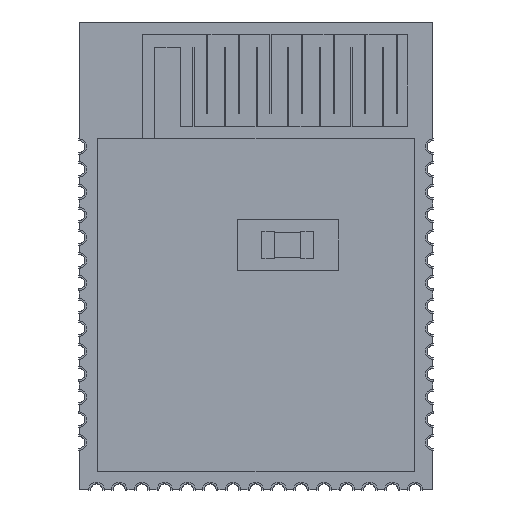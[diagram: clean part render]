
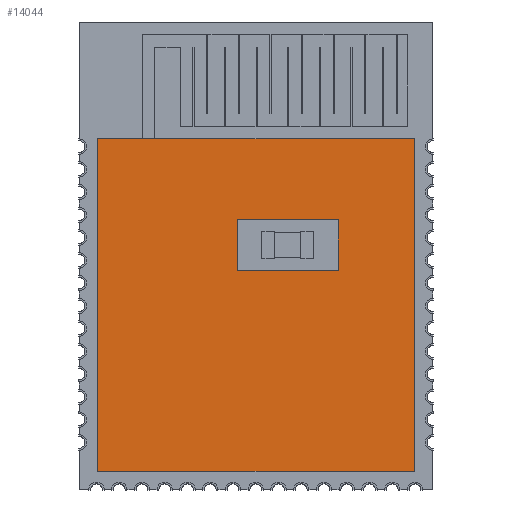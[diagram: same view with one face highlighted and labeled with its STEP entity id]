
A CAD part, top view. The second image highlights one B-rep face of the part: STEP entity #14044.
In plain terms, the highlighted planar face has unit normal (0, 0, 1).
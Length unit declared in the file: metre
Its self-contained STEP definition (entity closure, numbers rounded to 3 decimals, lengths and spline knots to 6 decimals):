
#474=ORIENTED_EDGE('',*,*,#4530,.F.);
#475=ORIENTED_EDGE('',*,*,#4531,.T.);
#476=ORIENTED_EDGE('',*,*,#4532,.T.);
#477=ORIENTED_EDGE('',*,*,#4533,.F.);
#478=ORIENTED_EDGE('',*,*,#4534,.F.);
#479=ORIENTED_EDGE('',*,*,#4535,.T.);
#480=ORIENTED_EDGE('',*,*,#4536,.T.);
#481=ORIENTED_EDGE('',*,*,#4537,.F.);
#4530=EDGE_CURVE('',#6564,#6565,#7898,.T.);
#4531=EDGE_CURVE('',#6564,#6566,#7899,.T.);
#4532=EDGE_CURVE('',#6566,#6567,#7900,.T.);
#4533=EDGE_CURVE('',#6565,#6567,#7901,.T.);
#4534=EDGE_CURVE('',#6568,#6569,#7902,.T.);
#4535=EDGE_CURVE('',#6568,#6570,#7903,.T.);
#4536=EDGE_CURVE('',#6570,#6571,#7904,.T.);
#4537=EDGE_CURVE('',#6569,#6571,#7905,.T.);
#6564=VERTEX_POINT('',#22672);
#6565=VERTEX_POINT('',#22673);
#6566=VERTEX_POINT('',#22675);
#6567=VERTEX_POINT('',#22677);
#6568=VERTEX_POINT('',#22680);
#6569=VERTEX_POINT('',#22681);
#6570=VERTEX_POINT('',#22683);
#6571=VERTEX_POINT('',#22685);
#7898=LINE('',#22671,#9692);
#7899=LINE('',#22674,#9693);
#7900=LINE('',#22676,#9694);
#7901=LINE('',#22678,#9695);
#7902=LINE('',#22679,#9696);
#7903=LINE('',#22682,#9697);
#7904=LINE('',#22684,#9698);
#7905=LINE('',#22686,#9699);
#9692=VECTOR('',#18898,1.);
#9693=VECTOR('',#18899,1.);
#9694=VECTOR('',#18900,1.);
#9695=VECTOR('',#18901,1.);
#9696=VECTOR('',#18902,1.);
#9697=VECTOR('',#18903,1.);
#9698=VECTOR('',#18904,1.);
#9699=VECTOR('',#18905,1.);
#11464=EDGE_LOOP('',(#474,#475,#476,#477));
#11465=EDGE_LOOP('',(#478,#479,#480,#481));
#12198=FACE_BOUND('',#11464,.T.);
#12199=FACE_BOUND('',#11465,.T.);
#12932=PLANE('',#17858);
#14044=ADVANCED_FACE('',(#12198,#12199),#12932,.T.);
#17858=AXIS2_PLACEMENT_3D('',#22670,#18896,#18897);
#18896=DIRECTION('',(0.,0.,1.));
#18897=DIRECTION('',(1.,0.,0.));
#18898=DIRECTION('',(1.,0.,0.));
#18899=DIRECTION('',(0.,-1.,0.));
#18900=DIRECTION('',(1.,0.,0.));
#18901=DIRECTION('',(0.,-1.,0.));
#18902=DIRECTION('',(0.,-1.,0.));
#18903=DIRECTION('',(1.,0.,0.));
#18904=DIRECTION('',(0.,-1.,0.));
#18905=DIRECTION('',(1.,0.,0.));
#22670=CARTESIAN_POINT('',(0.,0.,0.002));
#22671=CARTESIAN_POINT('',(0.,0.004625,0.002));
#22672=CARTESIAN_POINT('',(-0.00625,0.004625,0.002));
#22673=CARTESIAN_POINT('',(0.00625,0.004625,0.002));
#22674=CARTESIAN_POINT('',(-0.00625,-0.00195,0.002));
#22675=CARTESIAN_POINT('',(-0.00625,-0.008525,0.002));
#22676=CARTESIAN_POINT('',(0.,-0.008525,0.002));
#22677=CARTESIAN_POINT('',(0.00625,-0.008525,0.002));
#22678=CARTESIAN_POINT('',(0.00625,-0.00195,0.002));
#22679=CARTESIAN_POINT('',(-0.00075,0.000425,0.002));
#22680=CARTESIAN_POINT('',(-0.00075,0.001425,0.002));
#22681=CARTESIAN_POINT('',(-0.00075,-0.000575,0.002));
#22682=CARTESIAN_POINT('',(0.00125,0.001425,0.002));
#22683=CARTESIAN_POINT('',(0.00325,0.001425,0.002));
#22684=CARTESIAN_POINT('',(0.00325,0.000425,0.002));
#22685=CARTESIAN_POINT('',(0.00325,-0.000575,0.002));
#22686=CARTESIAN_POINT('',(0.00125,-0.000575,0.002));
